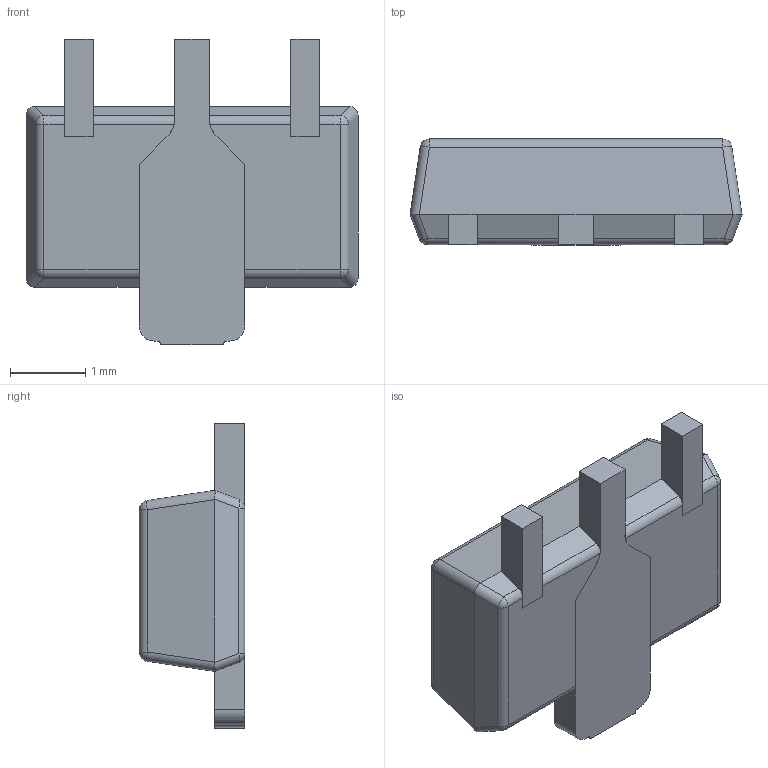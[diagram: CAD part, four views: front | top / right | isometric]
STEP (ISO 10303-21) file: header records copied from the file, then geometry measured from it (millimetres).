
FILE_DESCRIPTION(('CAx-IF Rec.Pracs.---Model Styling and Organization---1.5---2016-08-15','CAx-IF Rec.Pracs.---Geometric and Assembly Validation Properties---4.4---2016-08-17','CAx-IF Rec.Pracs.---User Defined Attributes---1.5---2016-08-15','CAx-IF Rec.Pracs.---External References---2.1---2005-01-19'),'2;1');
FILE_NAME('685859.step','2023-04-11T02:08:36',('Unspecified'),('Unspecified'),'CAD Exchanger 3.8.1 (cadexchanger.com)','Unspecified','');
FILE_SCHEMA(('AUTOMOTIVE_DESIGN { 1 0 10303 214 1 1 1 1 }'));
Length unit declared in the file: millimetre
Products named in the file (2): MC78L05ACHT1G
Bounding box: 4.4 x 1.4 x 4.05 mm (x, y, z)
Volume: 14.3 mm3; surface area: 54.2 mm2
Topology: 4 solids, 4 shells, 92 faces, 228 edges, 136 vertices
Faces by surface type: plane 56, cylinder 28, sphere 8
Entity records: 3287 total; most frequent: CARTESIAN_POINT 497, ORIENTED_EDGE 440, DIRECTION 440, EDGE_CURVE 220, LINE 158, VECTOR 158, AXIS2_PLACEMENT_3D 141, VERTEX_POINT 136
